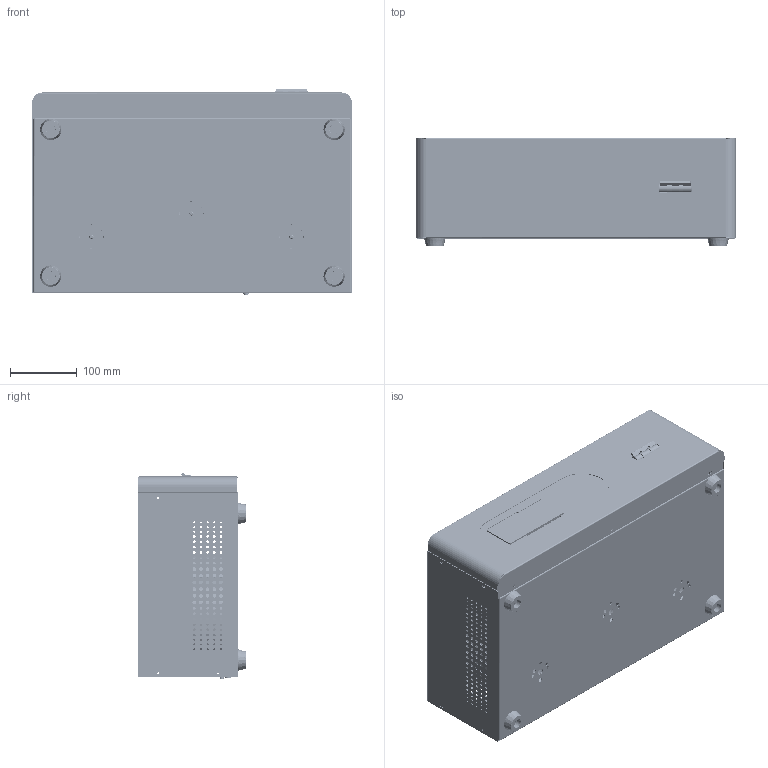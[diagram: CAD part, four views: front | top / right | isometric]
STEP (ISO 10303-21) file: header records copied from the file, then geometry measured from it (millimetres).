
FILE_DESCRIPTION (( 'STEP AP214' ), '1' );
FILE_NAME ('SJW-1.5-4.5k总装2025.STEP', '2025-04-30T00:11:20', ( '万丰电脑' ), ( '电话：0577-62733550' ), 'SwSTEP 2.0', 'SolidWorks 2020', '' );
FILE_SCHEMA (( 'AUTOMOTIVE_DESIGN' ));
Length unit declared in the file: millimetre
Products named in the file (19): 諉盄啣; TND-0.5线圈; 諉盄傷赽; 諉盄啣蚾饜极; 盄繚啣盓殤; M3-8諉華蹟隊; 盄繚啣蚾饜盓殤; SJW-1.5-4.5k裔赽20205; TND-1K儂郋; 0.5k抯芃殤; SJW珆尨そ2025; TND7~10K砎々褐; 0.5萇儂菁釱; SJW-1.5-4.5k軞蚾2025; SJW-1.5-4.5k醱啣2025; DZ47s-3P等薊諾羲; 0.5k儂郋; SJW-1.5-4.5k菁啣; 0.5萇儂1
Assembly tree (28 placements, depth 3):
  SJW-1.5-4.5k軞蚾2025
    SJW-1.5-4.5k醱啣2025
    SJW-1.5-4.5k菁啣
    SJW-1.5-4.5k裔赽20205
    DZ47s-3P等薊諾羲
    TND-1K儂郋  x3
    諉盄啣蚾饜极
      諉盄啣
      諉盄傷赽
    0.5k儂郋  x3
      TND-0.5线圈
      0.5萇儂菁釱
      0.5萇儂1
      0.5k抯芃殤
    盄繚啣蚾饜盓殤  x3
      盄繚啣盓殤
    M3-8諉華蹟隊
    TND7~10K砎々褐  x4
    SJW珆尨そ2025
Bounding box: 480 x 162.94 x 309.57 mm (x, y, z)
Volume: 4685893.4 mm3; surface area: 1689217.5 mm2
Topology: 42 solids, 48 shells, 4609 faces, 12240 edges, 7902 vertices
Faces by surface type: plane 2388, cylinder 1853, torus 240, bspline 85, cone 43
Entity records: 132397 total; most frequent: CARTESIAN_POINT 22162, DIRECTION 18210, ORIENTED_EDGE 18068, EDGE_CURVE 9034, AXIS2_PLACEMENT_3D 6328, VERTEX_POINT 5874, LINE 5554, VECTOR 5554
